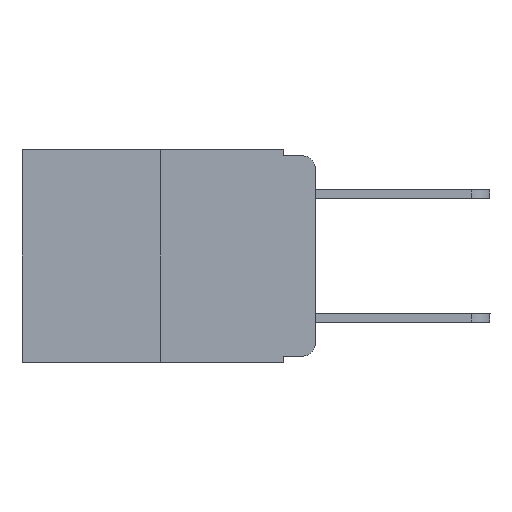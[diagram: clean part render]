
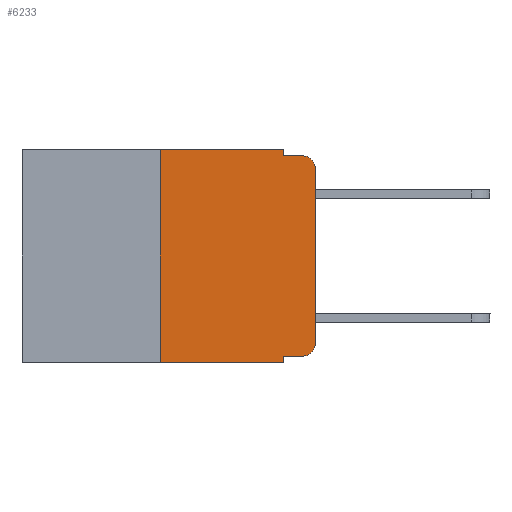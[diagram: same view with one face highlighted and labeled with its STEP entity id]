
A CAD part, left-side view. The second image highlights one B-rep face of the part: STEP entity #6233.
In plain terms, the highlighted planar face has unit normal (-1, 0, 0).
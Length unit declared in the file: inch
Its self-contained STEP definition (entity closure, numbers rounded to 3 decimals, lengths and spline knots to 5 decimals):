
#64 = DIRECTION ( 'NONE',  ( 1., 0., 0. ) ) ;
#1232 = EDGE_CURVE ( 'NONE', #11189, #21943, #7802, .T. ) ;
#1707 = EDGE_CURVE ( 'NONE', #12207, #13443, #18430, .T. ) ;
#2110 = ORIENTED_EDGE ( 'NONE', *, *, #5759, .F. ) ;
#2286 = VERTEX_POINT ( 'NONE', #9842 ) ;
#2685 = VECTOR ( 'NONE', #6404, 39.37008 ) ;
#2745 = DIRECTION ( 'NONE',  ( 0., 0., -1. ) ) ;
#3060 = DIRECTION ( 'NONE',  ( -1., 0., 0. ) ) ;
#3250 = EDGE_CURVE ( 'NONE', #7937, #11189, #10642, .T. ) ;
#3670 = CARTESIAN_POINT ( 'NONE',  ( 0., 0., 0. ) ) ;
#3810 = PLANE ( 'NONE',  #4824 ) ;
#3866 = ORIENTED_EDGE ( 'NONE', *, *, #15384, .T. ) ;
#4651 = DIRECTION ( 'NONE',  ( 0., -1., 0. ) ) ;
#4796 = EDGE_CURVE ( 'NONE', #7415, #12207, #14515, .T. ) ;
#4824 = AXIS2_PLACEMENT_3D ( 'NONE', #10262, #64, #20573 ) ;
#4988 = CARTESIAN_POINT ( 'NONE',  ( 0., 0.051, -0.333 ) ) ;
#5480 = VECTOR ( 'NONE', #19827, 39.37008 ) ;
#5536 = CARTESIAN_POINT ( 'NONE',  ( 0., 0.051, -0.333 ) ) ;
#5747 = ORIENTED_EDGE ( 'NONE', *, *, #10133, .T. ) ;
#5752 = DIRECTION ( 'NONE',  ( 0., -1., 0. ) ) ;
#5759 = EDGE_CURVE ( 'NONE', #16619, #8471, #21391, .T. ) ;
#6233 = ADVANCED_FACE ( 'NONE', ( #20358 ), #3810, .F. ) ;
#6404 = DIRECTION ( 'NONE',  ( 0., 0., -1. ) ) ;
#6478 = EDGE_CURVE ( 'NONE', #7415, #2286, #20339, .T. ) ;
#6794 = CARTESIAN_POINT ( 'NONE',  ( 0., 0., -0.03 ) ) ;
#7415 = VERTEX_POINT ( 'NONE', #9058 ) ;
#7750 = VECTOR ( 'NONE', #5752, 39.37008 ) ;
#7802 = LINE ( 'NONE', #3670, #21357 ) ;
#7937 = VERTEX_POINT ( 'NONE', #13544 ) ;
#8079 = LINE ( 'NONE', #13355, #20321 ) ;
#8095 = CARTESIAN_POINT ( 'NONE',  ( 0., 0.02, -0.03 ) ) ;
#8293 = CARTESIAN_POINT ( 'NONE',  ( 0., 0.473, 0. ) ) ;
#8471 = VERTEX_POINT ( 'NONE', #18692 ) ;
#8731 = ORIENTED_EDGE ( 'NONE', *, *, #3250, .T. ) ;
#9058 = CARTESIAN_POINT ( 'NONE',  ( 0., 0.25, -0.343 ) ) ;
#9528 = EDGE_CURVE ( 'NONE', #9748, #2286, #18118, .T. ) ;
#9748 = VERTEX_POINT ( 'NONE', #4988 ) ;
#9842 = CARTESIAN_POINT ( 'NONE',  ( 0., 0.051, -0.343 ) ) ;
#10038 = EDGE_LOOP ( 'NONE', ( #13297, #3866, #2110, #14445, #21532, #20315, #16854, #16461, #5747, #8731 ) ) ;
#10133 = EDGE_CURVE ( 'NONE', #9748, #7937, #15186, .T. ) ;
#10262 = CARTESIAN_POINT ( 'NONE',  ( 0., 0.473, 0. ) ) ;
#10642 = CIRCLE ( 'NONE', #19731, 0.02 ) ;
#10753 = VECTOR ( 'NONE', #11013, 39.37008 ) ;
#11013 = DIRECTION ( 'NONE',  ( 0., -1., 0. ) ) ;
#11187 = CARTESIAN_POINT ( 'NONE',  ( 0., 0.051, -0.01 ) ) ;
#11189 = VERTEX_POINT ( 'NONE', #15993 ) ;
#11593 = CARTESIAN_POINT ( 'NONE',  ( 0., 0.473, -0.343 ) ) ;
#12064 = CARTESIAN_POINT ( 'NONE',  ( 0., 0.051, 0. ) ) ;
#12207 = VERTEX_POINT ( 'NONE', #21593 ) ;
#13154 = CARTESIAN_POINT ( 'NONE',  ( 0., 0.051, 0. ) ) ;
#13297 = ORIENTED_EDGE ( 'NONE', *, *, #1232, .T. ) ;
#13355 = CARTESIAN_POINT ( 'NONE',  ( 0., 0.051, 0. ) ) ;
#13443 = VERTEX_POINT ( 'NONE', #12064 ) ;
#13544 = CARTESIAN_POINT ( 'NONE',  ( 0., 0.02, -0.333 ) ) ;
#14445 = ORIENTED_EDGE ( 'NONE', *, *, #17790, .F. ) ;
#14515 = LINE ( 'NONE', #18121, #5480 ) ;
#15186 = LINE ( 'NONE', #5536, #7750 ) ;
#15384 = EDGE_CURVE ( 'NONE', #21943, #8471, #21214, .T. ) ;
#15669 = AXIS2_PLACEMENT_3D ( 'NONE', #8095, #3060, #2745 ) ;
#15993 = CARTESIAN_POINT ( 'NONE',  ( 0., 0., -0.313 ) ) ;
#16156 = DIRECTION ( 'NONE',  ( 0., 0., -1. ) ) ;
#16237 = DIRECTION ( 'NONE',  ( -1., 0., 0. ) ) ;
#16286 = CARTESIAN_POINT ( 'NONE',  ( 0., 0.051, -0.01 ) ) ;
#16461 = ORIENTED_EDGE ( 'NONE', *, *, #9528, .F. ) ;
#16619 = VERTEX_POINT ( 'NONE', #11187 ) ;
#16767 = DIRECTION ( 'NONE',  ( 0., 0., -1. ) ) ;
#16854 = ORIENTED_EDGE ( 'NONE', *, *, #6478, .T. ) ;
#17169 = DIRECTION ( 'NONE',  ( 0., 0., 1. ) ) ;
#17410 = VECTOR ( 'NONE', #19919, 39.37008 ) ;
#17613 = VECTOR ( 'NONE', #4651, 39.37008 ) ;
#17790 = EDGE_CURVE ( 'NONE', #13443, #16619, #8079, .T. ) ;
#17950 = CARTESIAN_POINT ( 'NONE',  ( 0., 0.02, -0.313 ) ) ;
#18118 = LINE ( 'NONE', #13154, #2685 ) ;
#18121 = CARTESIAN_POINT ( 'NONE',  ( 0., 0.25, 0. ) ) ;
#18430 = LINE ( 'NONE', #8293, #17613 ) ;
#18692 = CARTESIAN_POINT ( 'NONE',  ( 0., 0.02, -0.01 ) ) ;
#19731 = AXIS2_PLACEMENT_3D ( 'NONE', #17950, #16237, #16156 ) ;
#19827 = DIRECTION ( 'NONE',  ( 0., 0., 1. ) ) ;
#19919 = DIRECTION ( 'NONE',  ( 0., -1., 0. ) ) ;
#20315 = ORIENTED_EDGE ( 'NONE', *, *, #4796, .F. ) ;
#20321 = VECTOR ( 'NONE', #16767, 39.37008 ) ;
#20339 = LINE ( 'NONE', #11593, #17410 ) ;
#20358 = FACE_OUTER_BOUND ( 'NONE', #10038, .T. ) ;
#20573 = DIRECTION ( 'NONE',  ( 0., 0., -1. ) ) ;
#21214 = CIRCLE ( 'NONE', #15669, 0.02 ) ;
#21357 = VECTOR ( 'NONE', #17169, 39.37008 ) ;
#21391 = LINE ( 'NONE', #16286, #10753 ) ;
#21532 = ORIENTED_EDGE ( 'NONE', *, *, #1707, .F. ) ;
#21593 = CARTESIAN_POINT ( 'NONE',  ( 0., 0.25, 0. ) ) ;
#21943 = VERTEX_POINT ( 'NONE', #6794 ) ;
